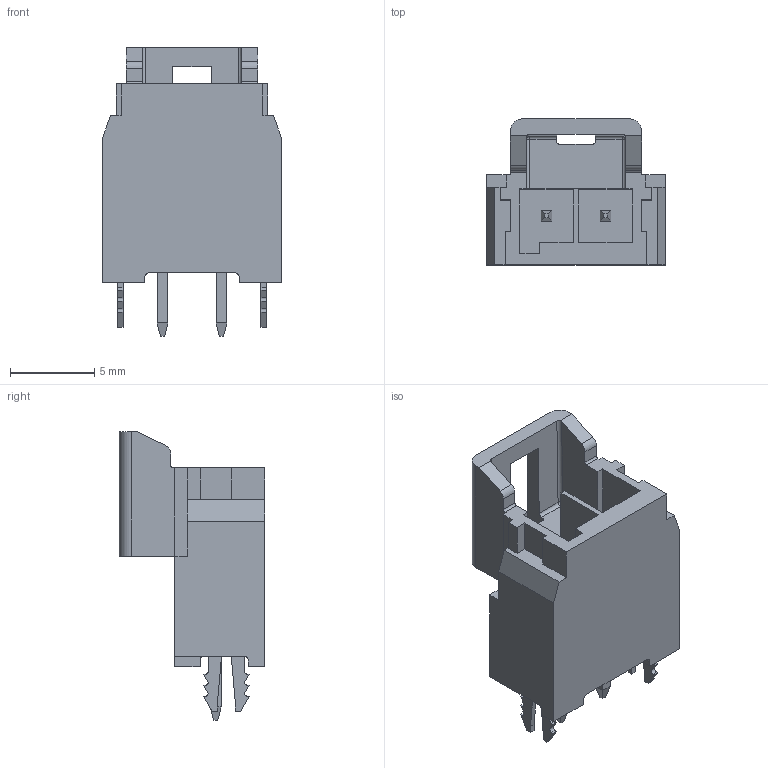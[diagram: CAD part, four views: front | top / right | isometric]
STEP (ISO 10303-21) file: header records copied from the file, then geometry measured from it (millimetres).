
FILE_DESCRIPTION(/* description */ ('STEP AP214'),/* implementation_level */ '2;1');
FILE_NAME(/* name */ '614b7c3b242da32072a87697',/* time_stamp */ '2021-09-22T18:55:56+00:00',/* author */ (''),/* organization */ (''),/* preprocessor_version */ 'ST-DEVELOPER v18.1',/* originating_system */ ' ',/* authorisation */ ' ');
FILE_SCHEMA (('AUTOMOTIVE_DESIGN {1 0 10303 214 3 1 1}'));
Length unit declared in the file: metre
Products named in the file (1): 1
Bounding box: 10.6 x 8.66 x 17.15 mm (x, y, z)
Volume: 506.3 mm3; surface area: 940.4 mm2
Topology: 1 solids, 1 shells, 223 faces, 618 edges, 404 vertices
Faces by surface type: plane 171, cylinder 50, sphere 2
Entity records: 7751 total; most frequent: CARTESIAN_POINT 1264, ORIENTED_EDGE 1236, DIRECTION 1158, EDGE_CURVE 618, LINE 514, VECTOR 514, VERTEX_POINT 404, AXIS2_PLACEMENT_3D 322
